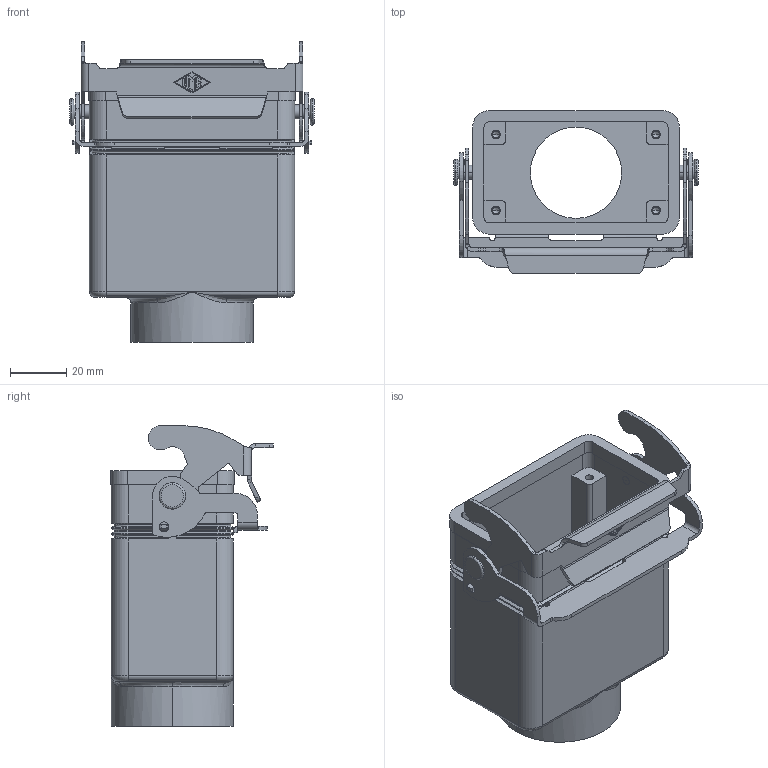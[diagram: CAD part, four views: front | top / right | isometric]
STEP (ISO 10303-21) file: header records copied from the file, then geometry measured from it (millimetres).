
FILE_DESCRIPTION((''),'2;1');
FILE_NAME('CVAV 10 LG29.stp','2006-12-19T10:09:47',('gembarski'),(''),'Autodesk Inventor 7','Autodesk Inventor 7','');
FILE_SCHEMA(('AUTOMOTIVE_DESIGN { 1 0 10303 214 1 1 1 1 }'));
Length unit declared in the file: millimetre
Products named in the file (1): CVAV 10 LG29
Bounding box: 87 x 57.98 x 107 mm (x, y, z)
Volume: 84944.4 mm3; surface area: 52501.2 mm2
Topology: 2 solids, 2 shells, 501 faces, 1295 edges, 814 vertices
Faces by surface type: bspline 194, plane 156, cylinder 129, cone 14, torus 8
Entity records: 18216 total; most frequent: CARTESIAN_POINT 6431, ORIENTED_EDGE 2566, DIRECTION 2275, EDGE_CURVE 1283, VECTOR 827, LINE 827, VERTEX_POINT 814, AXIS2_PLACEMENT_3D 724
